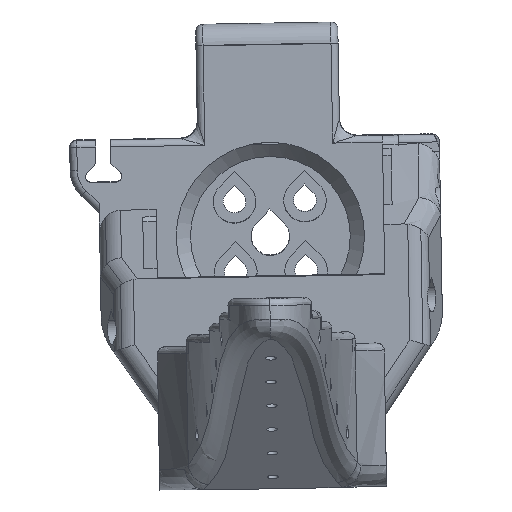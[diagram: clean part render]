
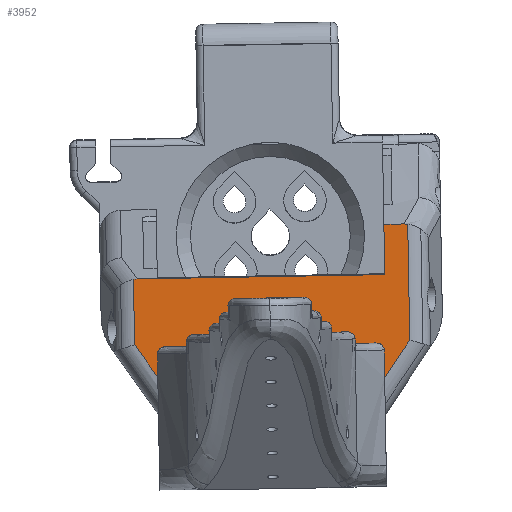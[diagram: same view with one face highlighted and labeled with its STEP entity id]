
A CAD part, front view. The second image highlights one B-rep face of the part: STEP entity #3952.
In plain terms, the highlighted planar face has unit normal (0, -1, -0.009).
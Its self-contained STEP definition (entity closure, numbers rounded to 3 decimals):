
#1642=CARTESIAN_POINT('',(23.03,-159.193,153.678));
#1643=VERTEX_POINT('',#1642);
#1651=CARTESIAN_POINT('',(25.9,-159.194,153.728));
#1652=VERTEX_POINT('',#1651);
#1653=CARTESIAN_POINT('',(25.9,-159.194,153.728));
#1654=DIRECTION('',(-1.,0.,-0.017));
#1655=VECTOR('',#1654,2.871);
#1656=LINE('',#1653,#1655);
#1657=EDGE_CURVE('',#1652,#1643,#1656,.T.);
#3273=CARTESIAN_POINT('',(-11.668,-159.126,145.99));
#3274=VERTEX_POINT('',#3273);
#3281=CARTESIAN_POINT('',(23.154,-159.131,146.598));
#3282=VERTEX_POINT('',#3281);
#3283=CARTESIAN_POINT('',(23.154,-159.131,146.598));
#3284=DIRECTION('',(-1.,0.,-0.017));
#3285=VECTOR('',#3284,34.827);
#3286=LINE('',#3283,#3285);
#3287=EDGE_CURVE('',#3282,#3274,#3286,.T.);
#3799=CARTESIAN_POINT('',(31.648,-158.883,118.368));
#3800=DIRECTION('',(0.,1.,0.009));
#3801=DIRECTION('',(0.017,0.009,-1.));
#3802=AXIS2_PLACEMENT_3D('',#3799,#3800,#3801);
#3803=PLANE('',#3802);
#3804=ORIENTED_EDGE('',*,*,#3287,.T.);
#3805=CARTESIAN_POINT('',(-12.196,-159.125,145.933));
#3806=VERTEX_POINT('',#3805);
#3807=CARTESIAN_POINT('',(-12.196,-159.125,145.933));
#3808=CARTESIAN_POINT('',(-12.024,-159.126,145.968));
#3809=CARTESIAN_POINT('',(-11.846,-159.126,145.987));
#3810=CARTESIAN_POINT('',(-11.668,-159.126,145.99));
#3811=B_SPLINE_CURVE_WITH_KNOTS('',3,(#3807,#3808,#3809,#3810),.UNSPECIFIED.,.F.,.F.,(4,4),(23.934,33.856),.UNSPECIFIED.);
#3812=EDGE_CURVE('',#3806,#3274,#3811,.T.);
#3813=ORIENTED_EDGE('',*,*,#3812,.F.);
#3814=CARTESIAN_POINT('',(-12.036,-159.044,136.736));
#3815=VERTEX_POINT('',#3814);
#3816=CARTESIAN_POINT('',(-12.036,-159.044,136.736));
#3817=DIRECTION('',(-0.017,-0.009,1.));
#3818=VECTOR('',#3817,9.199);
#3819=LINE('',#3816,#3818);
#3820=EDGE_CURVE('',#3815,#3806,#3819,.T.);
#3821=ORIENTED_EDGE('',*,*,#3820,.F.);
#3822=CARTESIAN_POINT('',(-8.771,-159.004,132.168));
#3823=VERTEX_POINT('',#3822);
#3824=CARTESIAN_POINT('',(-8.771,-159.004,132.168));
#3825=DIRECTION('',(-0.581,-0.007,0.814));
#3826=VECTOR('',#3825,5.614);
#3827=LINE('',#3824,#3826);
#3828=EDGE_CURVE('',#3823,#3815,#3827,.T.);
#3829=ORIENTED_EDGE('',*,*,#3828,.F.);
#3830=CARTESIAN_POINT('',(-8.828,-159.033,135.447));
#3831=VERTEX_POINT('',#3830);
#3832=CARTESIAN_POINT('',(-8.771,-159.004,132.168));
#3833=DIRECTION('',(-0.017,-0.009,1.));
#3834=VECTOR('',#3833,3.28);
#3835=LINE('',#3832,#3834);
#3836=EDGE_CURVE('',#3823,#3831,#3835,.T.);
#3837=ORIENTED_EDGE('',*,*,#3836,.T.);
#3838=CARTESIAN_POINT('',(-7.672,-159.042,136.467));
#3839=VERTEX_POINT('',#3838);
#3840=CARTESIAN_POINT('',(-7.672,-159.042,136.467));
#3841=CARTESIAN_POINT('',(-7.816,-159.042,136.465));
#3842=CARTESIAN_POINT('',(-7.955,-159.042,136.441));
#3843=CARTESIAN_POINT('',(-8.089,-159.041,136.394));
#3844=CARTESIAN_POINT('',(-8.157,-159.041,136.371));
#3845=CARTESIAN_POINT('',(-8.223,-159.041,136.342));
#3846=CARTESIAN_POINT('',(-8.285,-159.04,136.308));
#3847=CARTESIAN_POINT('',(-8.348,-159.04,136.274));
#3848=CARTESIAN_POINT('',(-8.406,-159.04,136.235));
#3849=CARTESIAN_POINT('',(-8.461,-159.039,136.19));
#3850=CARTESIAN_POINT('',(-8.517,-159.039,136.145));
#3851=CARTESIAN_POINT('',(-8.569,-159.039,136.095));
#3852=CARTESIAN_POINT('',(-8.614,-159.038,136.039));
#3853=CARTESIAN_POINT('',(-8.659,-159.038,135.984));
#3854=CARTESIAN_POINT('',(-8.699,-159.037,135.925));
#3855=CARTESIAN_POINT('',(-8.731,-159.037,135.861));
#3856=CARTESIAN_POINT('',(-8.764,-159.036,135.797));
#3857=CARTESIAN_POINT('',(-8.789,-159.035,135.73));
#3858=CARTESIAN_POINT('',(-8.805,-159.035,135.661));
#3859=CARTESIAN_POINT('',(-8.813,-159.034,135.626));
#3860=CARTESIAN_POINT('',(-8.82,-159.034,135.591));
#3861=CARTESIAN_POINT('',(-8.823,-159.034,135.555));
#3862=CARTESIAN_POINT('',(-8.827,-159.034,135.52));
#3863=CARTESIAN_POINT('',(-8.829,-159.033,135.482));
#3864=CARTESIAN_POINT('',(-8.828,-159.033,135.447));
#3865=B_SPLINE_CURVE_WITH_KNOTS('',3,(#3840,#3841,#3842,#3843,#3844,#3845,#3846,#3847,#3848,#3849,#3850,#3851,#3852,#3853,#3854,#3855,#3856,#3857,#3858,#3859,#3860,#3861,#3862,#3863,#3864),.UNSPECIFIED.,.F.,.F.,(4,3,3,3,3,3,3,3,4),(0.,0.,0.001,0.001,0.001,0.001,0.001,0.002,0.002),.UNSPECIFIED.);
#3866=EDGE_CURVE('',#3839,#3831,#3865,.T.);
#3867=ORIENTED_EDGE('',*,*,#3866,.F.);
#3868=CARTESIAN_POINT('',(21.883,-159.046,136.983));
#3869=VERTEX_POINT('',#3868);
#3870=CARTESIAN_POINT('',(21.883,-159.046,136.983));
#3871=DIRECTION('',(-1.,0.,-0.017));
#3872=VECTOR('',#3871,29.559);
#3873=LINE('',#3870,#3872);
#3874=EDGE_CURVE('',#3869,#3839,#3873,.T.);
#3875=ORIENTED_EDGE('',*,*,#3874,.F.);
#3876=CARTESIAN_POINT('',(23.074,-159.038,136.004));
#3877=VERTEX_POINT('',#3876);
#3878=CARTESIAN_POINT('',(21.883,-159.046,136.983));
#3879=CARTESIAN_POINT('',(22.027,-159.046,136.986));
#3880=CARTESIAN_POINT('',(22.167,-159.046,136.967));
#3881=CARTESIAN_POINT('',(22.303,-159.046,136.925));
#3882=CARTESIAN_POINT('',(22.371,-159.046,136.904));
#3883=CARTESIAN_POINT('',(22.438,-159.045,136.877));
#3884=CARTESIAN_POINT('',(22.501,-159.045,136.845));
#3885=CARTESIAN_POINT('',(22.565,-159.045,136.814));
#3886=CARTESIAN_POINT('',(22.625,-159.045,136.776));
#3887=CARTESIAN_POINT('',(22.682,-159.044,136.734));
#3888=CARTESIAN_POINT('',(22.738,-159.044,136.691));
#3889=CARTESIAN_POINT('',(22.792,-159.043,136.642));
#3890=CARTESIAN_POINT('',(22.839,-159.043,136.588));
#3891=CARTESIAN_POINT('',(22.886,-159.042,136.535));
#3892=CARTESIAN_POINT('',(22.928,-159.042,136.477));
#3893=CARTESIAN_POINT('',(22.963,-159.041,136.414));
#3894=CARTESIAN_POINT('',(22.998,-159.041,136.351));
#3895=CARTESIAN_POINT('',(23.025,-159.04,136.285));
#3896=CARTESIAN_POINT('',(23.044,-159.04,136.216));
#3897=CARTESIAN_POINT('',(23.053,-159.039,136.182));
#3898=CARTESIAN_POINT('',(23.06,-159.039,136.147));
#3899=CARTESIAN_POINT('',(23.065,-159.039,136.112));
#3900=CARTESIAN_POINT('',(23.071,-159.038,136.076));
#3901=CARTESIAN_POINT('',(23.074,-159.038,136.039));
#3902=CARTESIAN_POINT('',(23.074,-159.038,136.004));
#3903=B_SPLINE_CURVE_WITH_KNOTS('',3,(#3878,#3879,#3880,#3881,#3882,#3883,#3884,#3885,#3886,#3887,#3888,#3889,#3890,#3891,#3892,#3893,#3894,#3895,#3896,#3897,#3898,#3899,#3900,#3901,#3902),.UNSPECIFIED.,.F.,.F.,(4,3,3,3,3,3,3,3,4),(0.,0.,0.001,0.001,0.001,0.001,0.001,0.002,0.002),.UNSPECIFIED.);
#3904=EDGE_CURVE('',#3869,#3877,#3903,.T.);
#3905=ORIENTED_EDGE('',*,*,#3904,.T.);
#3906=CARTESIAN_POINT('',(23.142,-159.003,132.095));
#3907=VERTEX_POINT('',#3906);
#3908=CARTESIAN_POINT('',(23.074,-159.038,136.004));
#3909=DIRECTION('',(0.017,0.009,-1.));
#3910=VECTOR('',#3909,3.91);
#3911=LINE('',#3908,#3910);
#3912=EDGE_CURVE('',#3877,#3907,#3911,.T.);
#3913=ORIENTED_EDGE('',*,*,#3912,.T.);
#3914=CARTESIAN_POINT('',(26.671,-159.05,137.415));
#3915=VERTEX_POINT('',#3914);
#3916=CARTESIAN_POINT('',(26.671,-159.05,137.415));
#3917=DIRECTION('',(-0.553,0.007,-0.833));
#3918=VECTOR('',#3917,6.384);
#3919=LINE('',#3916,#3918);
#3920=EDGE_CURVE('',#3915,#3907,#3919,.T.);
#3921=ORIENTED_EDGE('',*,*,#3920,.F.);
#3922=CARTESIAN_POINT('',(26.387,-159.193,153.695));
#3923=VERTEX_POINT('',#3922);
#3924=CARTESIAN_POINT('',(26.387,-159.194,153.695));
#3925=DIRECTION('',(0.017,0.009,-1.));
#3926=VECTOR('',#3925,16.284);
#3927=LINE('',#3924,#3926);
#3928=EDGE_CURVE('',#3923,#3915,#3927,.T.);
#3929=ORIENTED_EDGE('',*,*,#3928,.F.);
#3930=CARTESIAN_POINT('',(25.9,-159.194,153.728));
#3931=CARTESIAN_POINT('',(25.982,-159.194,153.73));
#3932=CARTESIAN_POINT('',(26.063,-159.194,153.728));
#3933=CARTESIAN_POINT('',(26.144,-159.194,153.722));
#3934=CARTESIAN_POINT('',(26.185,-159.194,153.719));
#3935=CARTESIAN_POINT('',(26.225,-159.194,153.716));
#3936=CARTESIAN_POINT('',(26.266,-159.194,153.711));
#3937=CARTESIAN_POINT('',(26.306,-159.194,153.706));
#3938=CARTESIAN_POINT('',(26.345,-159.194,153.701));
#3939=CARTESIAN_POINT('',(26.387,-159.194,153.695));
#3940=B_SPLINE_CURVE_WITH_KNOTS('',3,(#3930,#3931,#3932,#3933,#3934,#3935,#3936,#3937,#3938,#3939),.UNSPECIFIED.,.F.,.F.,(4,3,3,4),(0.,0.,0.,0.),.UNSPECIFIED.);
#3941=EDGE_CURVE('',#1652,#3923,#3940,.T.);
#3942=ORIENTED_EDGE('',*,*,#3941,.F.);
#3943=ORIENTED_EDGE('',*,*,#1657,.T.);
#3944=CARTESIAN_POINT('',(23.03,-159.193,153.678));
#3945=DIRECTION('',(0.017,0.009,-1.));
#3946=VECTOR('',#3945,7.082);
#3947=LINE('',#3944,#3946);
#3948=EDGE_CURVE('',#1643,#3282,#3947,.T.);
#3949=ORIENTED_EDGE('',*,*,#3948,.T.);
#3950=EDGE_LOOP('',(#3804,#3813,#3821,#3829,#3837,#3867,#3875,#3905,#3913,#3921,#3929,#3942,#3943,#3949));
#3951=FACE_BOUND('',#3950,.T.);
#3952=ADVANCED_FACE('',(#3951),#3803,.F.);
